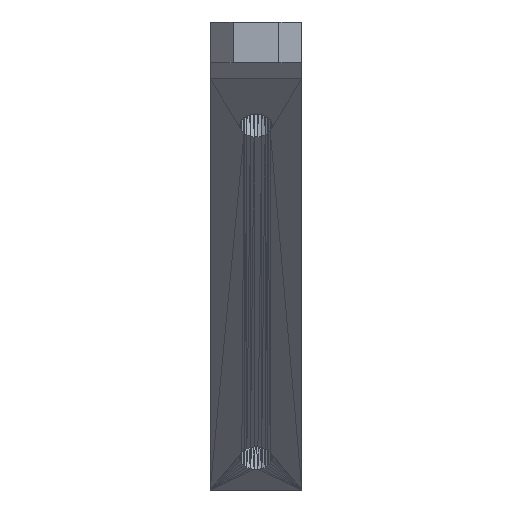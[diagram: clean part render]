
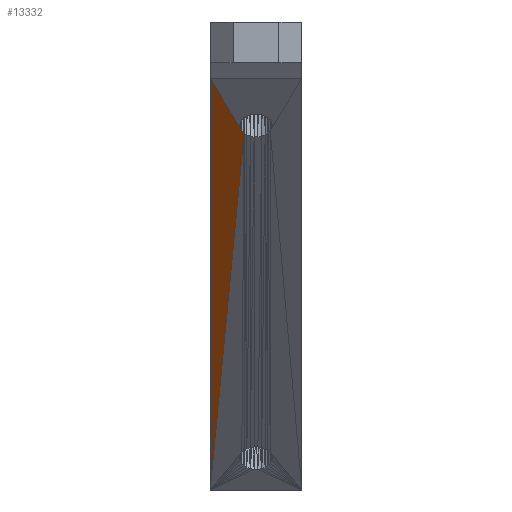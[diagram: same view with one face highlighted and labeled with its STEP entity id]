
A CAD part, top view. The second image highlights one B-rep face of the part: STEP entity #13332.
In plain terms, the highlighted planar face has unit normal (0, -0.707, 0.707).
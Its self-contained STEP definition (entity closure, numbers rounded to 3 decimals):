
#181 = PLANE('',#182);
#182 = AXIS2_PLACEMENT_3D('',#183,#184,#185);
#183 = CARTESIAN_POINT('',(2.5,-21.693,13.987));
#184 = DIRECTION('',(-1.,-0.,-0.));
#185 = DIRECTION('',(0.,0.,-1.));
#5379 = PLANE('',#5380);
#5380 = AXIS2_PLACEMENT_3D('',#5381,#5382,#5383);
#5381 = CARTESIAN_POINT('',(6.5,-16.686,25.505));
#5382 = DIRECTION('',(0.,-0.707,0.707
    ));
#5383 = DIRECTION('',(0.,0.707,0.707));
#5421 = VERTEX_POINT('',#5422);
#5422 = CARTESIAN_POINT('',(5.141,-19.233,
    22.959));
#5481 = PLANE('',#5482);
#5482 = AXIS2_PLACEMENT_3D('',#5483,#5484,#5485);
#5483 = CARTESIAN_POINT('',(5.174,-14.732,
    18.329));
#5484 = DIRECTION('',(0.935,0.251,0.251));
#5485 = DIRECTION('',(-0.259,0.966,0.));
#5496 = EDGE_CURVE('',#5497,#5421,#5499,.T.);
#5497 = VERTEX_POINT('',#5498);
#5498 = CARTESIAN_POINT('',(5.26,-19.456,
    22.736));
#5499 = SURFACE_CURVE('',#5500,(#5504,#5510),.PCURVE_S1.);
#5500 = LINE('',#5501,#5502);
#5501 = CARTESIAN_POINT('',(5.26,-19.456,
    22.736));
#5502 = VECTOR('',#5503,1.);
#5503 = DIRECTION('',(-0.355,0.661,0.661));
#5504 = PCURVE('',#5481,#5505);
#5505 = DEFINITIONAL_REPRESENTATION('',(#5506),#5509);
#5506 = B_SPLINE_CURVE_WITH_KNOTS('',1,(#5507,#5508),.UNSPECIFIED.,.F.,
  .F.,(2,2),(0.,0.338),.PIECEWISE_BEZIER_KNOTS.);
#5507 = CARTESIAN_POINT('',(-4.585,4.552));
#5508 = CARTESIAN_POINT('',(-4.339,4.782));
#5509 = ( GEOMETRIC_REPRESENTATION_CONTEXT(2) 
PARAMETRIC_REPRESENTATION_CONTEXT() REPRESENTATION_CONTEXT('2D SPACE',''
  ) );
#5510 = PCURVE('',#5511,#5516);
#5511 = PLANE('',#5512);
#5512 = AXIS2_PLACEMENT_3D('',#5513,#5514,#5515);
#5513 = CARTESIAN_POINT('',(3.242,-32.753,
    9.438));
#5514 = DIRECTION('',(0.,-0.707,0.707
    ));
#5515 = DIRECTION('',(0.,0.707,0.707));
#5516 = DEFINITIONAL_REPRESENTATION('',(#5517),#5521);
#5517 = LINE('',#5518,#5519);
#5518 = CARTESIAN_POINT('',(18.805,-2.019));
#5519 = VECTOR('',#5520,1.);
#5520 = DIRECTION('',(0.935,0.355));
#5521 = ( GEOMETRIC_REPRESENTATION_CONTEXT(2) 
PARAMETRIC_REPRESENTATION_CONTEXT() REPRESENTATION_CONTEXT('2D SPACE',''
  ) );
#5562 = PLANE('',#5563);
#5563 = AXIS2_PLACEMENT_3D('',#5564,#5565,#5566);
#5564 = CARTESIAN_POINT('',(5.322,-14.836,
    17.984));
#5565 = DIRECTION('',(0.823,0.402,0.401));
#5566 = DIRECTION('',(-0.439,0.899,0.)
  );
#5577 = EDGE_CURVE('',#5578,#5497,#5580,.T.);
#5578 = VERTEX_POINT('',#5579);
#5579 = CARTESIAN_POINT('',(5.452,-19.652,
    22.539));
#5580 = SURFACE_CURVE('',#5581,(#5585,#5591),.PCURVE_S1.);
#5581 = LINE('',#5582,#5583);
#5582 = CARTESIAN_POINT('',(5.452,-19.652,
    22.539));
#5583 = VECTOR('',#5584,1.);
#5584 = DIRECTION('',(-0.568,0.582,0.582));
#5585 = PCURVE('',#5562,#5586);
#5586 = DEFINITIONAL_REPRESENTATION('',(#5587),#5590);
#5587 = B_SPLINE_CURVE_WITH_KNOTS('',1,(#5588,#5589),.UNSPECIFIED.,.F.,
  .F.,(2,2),(0.,0.338),.PIECEWISE_BEZIER_KNOTS.);
#5588 = CARTESIAN_POINT('',(-4.385,4.973));
#5589 = CARTESIAN_POINT('',(-4.124,5.188));
#5590 = ( GEOMETRIC_REPRESENTATION_CONTEXT(2) 
PARAMETRIC_REPRESENTATION_CONTEXT() REPRESENTATION_CONTEXT('2D SPACE',''
  ) );
#5591 = PCURVE('',#5511,#5592);
#5592 = DEFINITIONAL_REPRESENTATION('',(#5593),#5597);
#5593 = LINE('',#5594,#5595);
#5594 = CARTESIAN_POINT('',(18.527,-2.21));
#5595 = VECTOR('',#5596,1.);
#5596 = DIRECTION('',(0.823,0.568));
#5597 = ( GEOMETRIC_REPRESENTATION_CONTEXT(2) 
PARAMETRIC_REPRESENTATION_CONTEXT() REPRESENTATION_CONTEXT('2D SPACE',''
  ) );
#6055 = PLANE('',#6056);
#6056 = AXIS2_PLACEMENT_3D('',#6057,#6058,#6059);
#6057 = CARTESIAN_POINT('',(4.582,-35.335,
    6.856));
#6058 = DIRECTION('',(0.,-0.707,0.707
    ));
#6059 = DIRECTION('',(0.,0.707,0.707));
#6128 = VERTEX_POINT('',#6129);
#6129 = CARTESIAN_POINT('',(2.5,-50.777,-8.586));
#6571 = EDGE_CURVE('',#6128,#5578,#6572,.T.);
#6572 = SURFACE_CURVE('',#6573,(#6577,#6583),.PCURVE_S1.);
#6573 = LINE('',#6574,#6575);
#6574 = CARTESIAN_POINT('',(2.5,-50.777,-8.586));
#6575 = VECTOR('',#6576,1.);
#6576 = DIRECTION('',(0.067,0.706,0.706)
  );
#6577 = PCURVE('',#6055,#6578);
#6578 = DEFINITIONAL_REPRESENTATION('',(#6579),#6582);
#6579 = B_SPLINE_CURVE_WITH_KNOTS('',1,(#6580,#6581),.UNSPECIFIED.,.F.,
  .F.,(2,2),(0.,44.116),.PIECEWISE_BEZIER_KNOTS.);
#6580 = CARTESIAN_POINT('',(-21.839,2.082));
#6581 = CARTESIAN_POINT('',(22.179,-0.87));
#6582 = ( GEOMETRIC_REPRESENTATION_CONTEXT(2) 
PARAMETRIC_REPRESENTATION_CONTEXT() REPRESENTATION_CONTEXT('2D SPACE',''
  ) );
#6583 = PCURVE('',#5511,#6584);
#6584 = DEFINITIONAL_REPRESENTATION('',(#6585),#6589);
#6585 = LINE('',#6586,#6587);
#6586 = CARTESIAN_POINT('',(-25.49,0.742));
#6587 = VECTOR('',#6588,1.);
#6588 = DIRECTION('',(0.998,-0.067));
#6589 = ( GEOMETRIC_REPRESENTATION_CONTEXT(2) 
PARAMETRIC_REPRESENTATION_CONTEXT() REPRESENTATION_CONTEXT('2D SPACE',''
  ) );
#11580 = VERTEX_POINT('',#11581);
#11581 = CARTESIAN_POINT('',(2.5,-14.914,27.277));
#11607 = EDGE_CURVE('',#11580,#5421,#11608,.T.);
#11608 = SURFACE_CURVE('',#11609,(#11613,#11620),.PCURVE_S1.);
#11609 = LINE('',#11610,#11611);
#11610 = CARTESIAN_POINT('',(2.5,-14.914,27.277));
#11611 = VECTOR('',#11612,1.);
#11612 = DIRECTION('',(0.397,-0.649,-0.649));
#11613 = PCURVE('',#5379,#11614);
#11614 = DEFINITIONAL_REPRESENTATION('',(#11615),#11619);
#11615 = LINE('',#11616,#11617);
#11616 = CARTESIAN_POINT('',(2.506,4.));
#11617 = VECTOR('',#11618,1.);
#11618 = DIRECTION('',(-0.918,-0.397));
#11619 = ( GEOMETRIC_REPRESENTATION_CONTEXT(2) 
PARAMETRIC_REPRESENTATION_CONTEXT() REPRESENTATION_CONTEXT('2D SPACE',''
  ) );
#11620 = PCURVE('',#5511,#11621);
#11621 = DEFINITIONAL_REPRESENTATION('',(#11622),#11626);
#11622 = LINE('',#11623,#11624);
#11623 = CARTESIAN_POINT('',(25.228,0.742));
#11624 = VECTOR('',#11625,1.);
#11625 = DIRECTION('',(-0.918,-0.397));
#11626 = ( GEOMETRIC_REPRESENTATION_CONTEXT(2) 
PARAMETRIC_REPRESENTATION_CONTEXT() REPRESENTATION_CONTEXT('2D SPACE',''
  ) );
#11692 = EDGE_CURVE('',#6128,#11580,#11693,.T.);
#11693 = SURFACE_CURVE('',#11694,(#11698,#11705),.PCURVE_S1.);
#11694 = LINE('',#11695,#11696);
#11695 = CARTESIAN_POINT('',(2.5,-50.777,-8.586));
#11696 = VECTOR('',#11697,1.);
#11697 = DIRECTION('',(0.,0.707,0.707));
#11698 = PCURVE('',#181,#11699);
#11699 = DEFINITIONAL_REPRESENTATION('',(#11700),#11704);
#11700 = LINE('',#11701,#11702);
#11701 = CARTESIAN_POINT('',(22.573,29.085));
#11702 = VECTOR('',#11703,1.);
#11703 = DIRECTION('',(-0.707,-0.707));
#11704 = ( GEOMETRIC_REPRESENTATION_CONTEXT(2) 
PARAMETRIC_REPRESENTATION_CONTEXT() REPRESENTATION_CONTEXT('2D SPACE',''
  ) );
#11705 = PCURVE('',#5511,#11706);
#11706 = DEFINITIONAL_REPRESENTATION('',(#11707),#11711);
#11707 = LINE('',#11708,#11709);
#11708 = CARTESIAN_POINT('',(-25.49,0.742));
#11709 = VECTOR('',#11710,1.);
#11710 = DIRECTION('',(1.,0.));
#11711 = ( GEOMETRIC_REPRESENTATION_CONTEXT(2) 
PARAMETRIC_REPRESENTATION_CONTEXT() REPRESENTATION_CONTEXT('2D SPACE',''
  ) );
#13332 = ADVANCED_FACE('',(#13333),#5511,.T.);
#13333 = FACE_BOUND('',#13334,.T.);
#13334 = EDGE_LOOP('',(#13335,#13336,#13337,#13338,#13339));
#13335 = ORIENTED_EDGE('',*,*,#11607,.F.);
#13336 = ORIENTED_EDGE('',*,*,#11692,.F.);
#13337 = ORIENTED_EDGE('',*,*,#6571,.T.);
#13338 = ORIENTED_EDGE('',*,*,#5577,.T.);
#13339 = ORIENTED_EDGE('',*,*,#5496,.T.);
